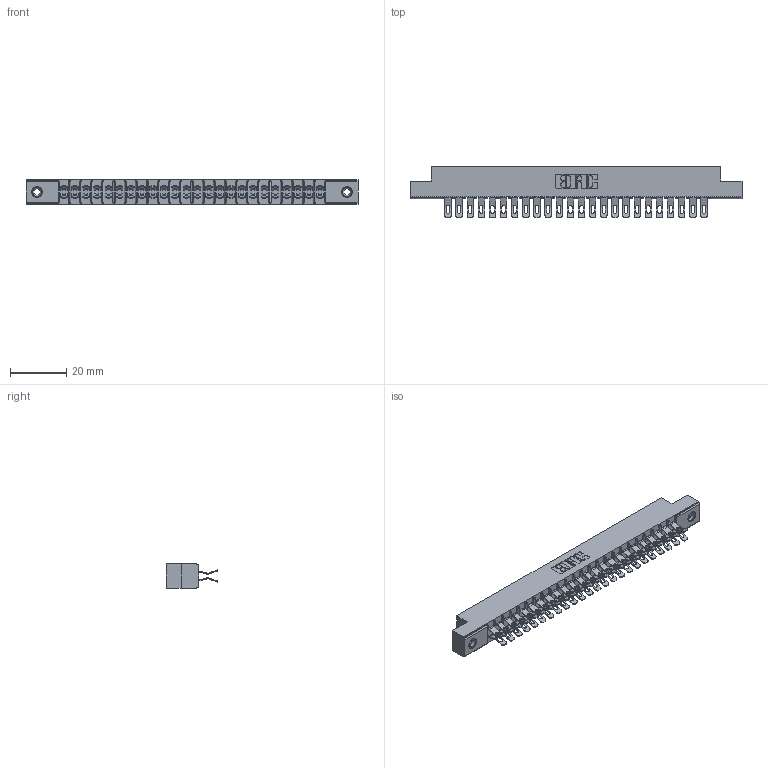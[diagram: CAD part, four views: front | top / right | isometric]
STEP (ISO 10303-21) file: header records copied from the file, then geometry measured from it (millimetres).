
FILE_DESCRIPTION (( 'STEP AP203' ), '1' );
FILE_NAME ('355-048-555-208.STEP', '2019-09-11T15:22:46', ( '' ), ( '' ), 'SwSTEP 2.0', 'SolidWorks 2016', '' );
FILE_SCHEMA (( 'CONFIG_CONTROL_DESIGN' ));
Length unit declared in the file: inch
Products named in the file (4): 305-290-001_555; 345-250-001_345-250-003-102; 305 Part_.156 Dia; 355-048-555-208
Assembly tree (51 placements, depth 2):
  355-048-555-208
    305 Part_.156 Dia
    305-290-001_555  x48
    345-250-001_345-250-003-102  x2
Bounding box: 118.11 x 18.41 x 8.71 mm (x, y, z)
Volume: 7535.7 mm3; surface area: 15195.1 mm2
Topology: 51 solids, 51 shells, 3344 faces, 9932 edges, 6484 vertices
Faces by surface type: plane 1636, cylinder 1596, sphere 96, cone 12, torus 4
Entity records: 29986 total; most frequent: CARTESIAN_POINT 4963, ORIENTED_EDGE 4908, DIRECTION 4820, EDGE_CURVE 2454, VECTOR 1942, LINE 1942, VERTEX_POINT 1566, AXIS2_PLACEMENT_3D 1439
